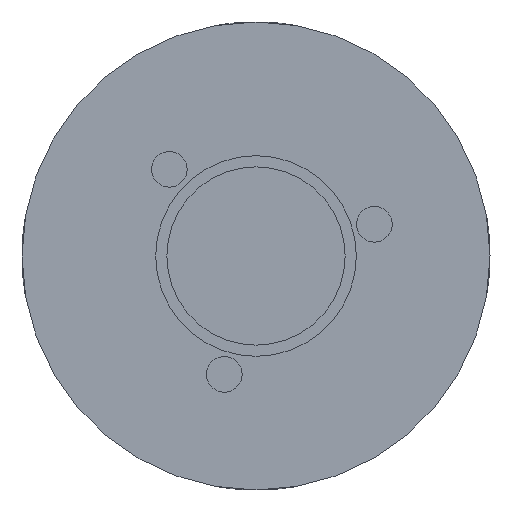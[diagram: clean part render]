
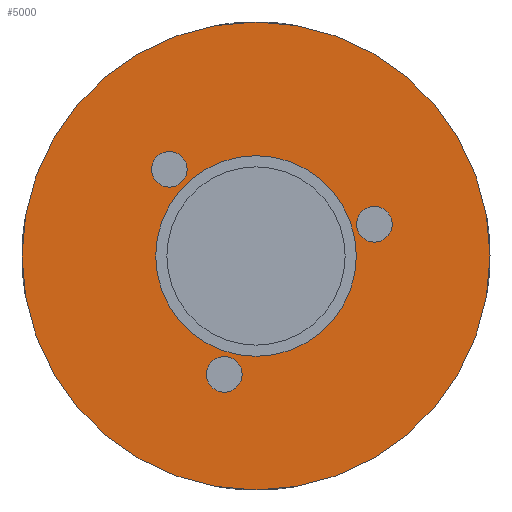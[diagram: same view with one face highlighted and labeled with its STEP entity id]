
A CAD part, left-side view. The second image highlights one B-rep face of the part: STEP entity #5000.
In plain terms, the highlighted planar face has unit normal (-1, 0, 0).
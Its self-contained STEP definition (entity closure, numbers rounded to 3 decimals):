
#213=FACE_BOUND('',#1877,.T.);
#214=FACE_BOUND('',#1878,.T.);
#215=FACE_BOUND('',#1879,.T.);
#216=FACE_BOUND('',#1880,.T.);
#1526=FACE_OUTER_BOUND('',#1876,.T.);
#1876=EDGE_LOOP('',(#4583));
#1877=EDGE_LOOP('',(#4584));
#1878=EDGE_LOOP('',(#4585));
#1879=EDGE_LOOP('',(#4586));
#1880=EDGE_LOOP('',(#4587));
#2141=CIRCLE('',#5556,1.6);
#2142=CIRCLE('',#5558,1.6);
#2143=CIRCLE('',#5561,1.6);
#2158=CIRCLE('',#5594,9.);
#2160=CIRCLE('',#5597,21.);
#2575=VERTEX_POINT('',#9125);
#2576=VERTEX_POINT('',#9129);
#2577=VERTEX_POINT('',#9134);
#2604=VERTEX_POINT('',#9358);
#2606=VERTEX_POINT('',#9364);
#3222=EDGE_CURVE('',#2575,#2575,#2141,.T.);
#3224=EDGE_CURVE('',#2576,#2576,#2142,.T.);
#3226=EDGE_CURVE('',#2577,#2577,#2143,.T.);
#3264=EDGE_CURVE('',#2604,#2604,#2158,.T.);
#3268=EDGE_CURVE('',#2606,#2606,#2160,.T.);
#4583=ORIENTED_EDGE('',*,*,#3268,.T.);
#4584=ORIENTED_EDGE('',*,*,#3222,.T.);
#4585=ORIENTED_EDGE('',*,*,#3224,.T.);
#4586=ORIENTED_EDGE('',*,*,#3226,.T.);
#4587=ORIENTED_EDGE('',*,*,#3264,.T.);
#4709=PLANE('',#5598);
#5000=ADVANCED_FACE('',(#1526,#213,#214,#215,#216),#4709,.F.);
#5556=AXIS2_PLACEMENT_3D('',#9127,#6901,#6902);
#5558=AXIS2_PLACEMENT_3D('',#9131,#6906,#6907);
#5561=AXIS2_PLACEMENT_3D('',#9136,#6913,#6914);
#5594=AXIS2_PLACEMENT_3D('',#9359,#6994,#6995);
#5597=AXIS2_PLACEMENT_3D('',#9366,#7002,#7003);
#5598=AXIS2_PLACEMENT_3D('',#9367,#7004,#7005);
#6901=DIRECTION('center_axis',(1.,0.,0.));
#6902=DIRECTION('ref_axis',(0.,0.,-1.));
#6906=DIRECTION('center_axis',(1.,0.,0.));
#6907=DIRECTION('ref_axis',(0.,0.,-1.));
#6913=DIRECTION('center_axis',(1.,0.,0.));
#6914=DIRECTION('ref_axis',(0.,0.,-1.));
#6994=DIRECTION('center_axis',(1.,0.,0.));
#6995=DIRECTION('ref_axis',(0.,0.,-1.));
#7002=DIRECTION('center_axis',(-1.,0.,0.));
#7003=DIRECTION('ref_axis',(0.,-1.,0.));
#7004=DIRECTION('center_axis',(1.,0.,0.));
#7005=DIRECTION('ref_axis',(0.,0.,-1.));
#9125=CARTESIAN_POINT('',(-51.8,2.847,-9.025));
#9127=CARTESIAN_POINT('Origin',(-51.8,2.847,-10.625));
#9129=CARTESIAN_POINT('',(-51.8,7.778,9.378));
#9131=CARTESIAN_POINT('Origin',(-51.8,7.778,7.778));
#9134=CARTESIAN_POINT('',(-51.8,-10.625,4.447));
#9136=CARTESIAN_POINT('Origin',(-51.8,-10.625,2.847));
#9358=CARTESIAN_POINT('',(-51.8,0.,9.));
#9359=CARTESIAN_POINT('Origin',(-51.8,0.,0.));
#9364=CARTESIAN_POINT('',(-51.8,21.,0.));
#9366=CARTESIAN_POINT('Origin',(-51.8,0.,0.));
#9367=CARTESIAN_POINT('Origin',(-51.8,0.,0.));
